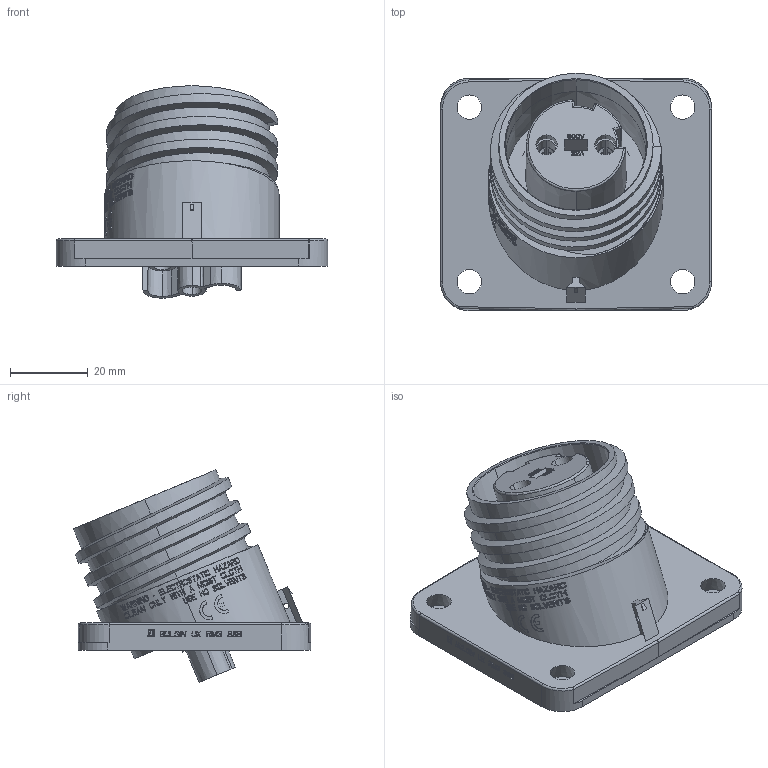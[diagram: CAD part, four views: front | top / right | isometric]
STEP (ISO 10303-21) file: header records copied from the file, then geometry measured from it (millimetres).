
FILE_DESCRIPTION(('STEP AP242'),'1');
FILE_NAME('px0941-02-s.stp','2023-03-17T12:38:07',('TraceParts'),('TraceParts S.A.'),'Spatial InterOp 3D',' ',' ');
FILE_SCHEMA(('AP242_MANAGED_MODEL_BASED_3D_ENGINEERING_MIM_LF {1 0 10303 442 1 1 4}'));
Length unit declared in the file: millimetre
Products named in the file (1): px0941-02-s
Bounding box: 70 x 61.21 x 54.82 mm (x, y, z)
Volume: 50934.1 mm3; surface area: 31735.3 mm2
Topology: 1 solids, 2 shells, 3232 faces, 9068 edges, 6016 vertices
Faces by surface type: plane 2905, cylinder 235, cone 62, bspline 12, torus 9, sphere 9
Entity records: 110472 total; most frequent: CARTESIAN_POINT 29316, ORIENTED_EDGE 18112, DIRECTION 14910, EDGE_CURVE 9056, LINE 6420, VECTOR 6420, VERTEX_POINT 6016, AXIS2_PLACEMENT_3D 4245
